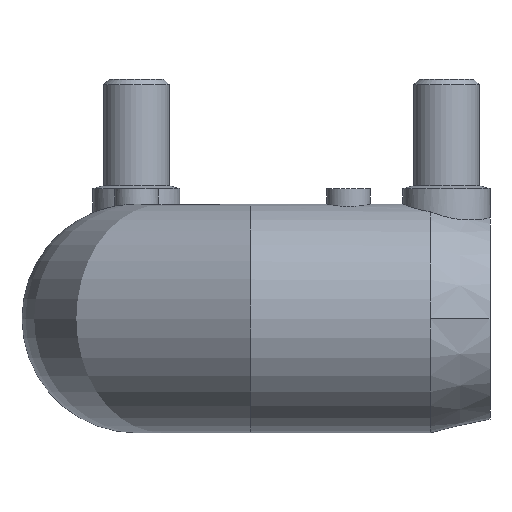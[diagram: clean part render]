
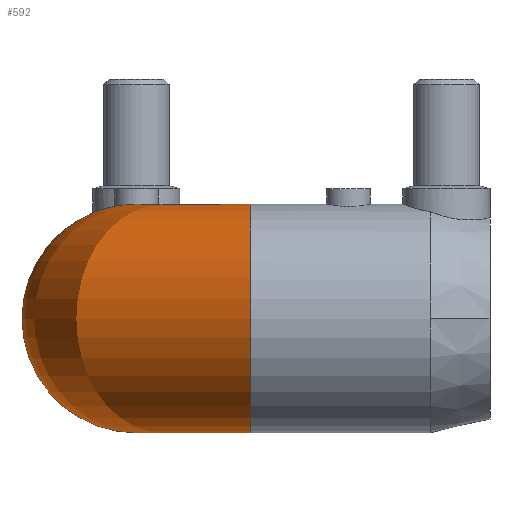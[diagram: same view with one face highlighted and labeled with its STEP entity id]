
A CAD part, left-side view. The second image highlights one B-rep face of the part: STEP entity #592.
In plain terms, the highlighted toroidal (fillet/blend) face has major radius 21.02 mm and minor radius 21 mm.
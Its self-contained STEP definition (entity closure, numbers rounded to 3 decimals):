
#15=TOROIDAL_SURFACE('',#683,21.02,21.);
#91=FACE_OUTER_BOUND('',#139,.T.);
#139=EDGE_LOOP('',(#519,#520,#521,#522,#523,#524,#525,#526));
#153=B_SPLINE_CURVE_WITH_KNOTS('',3,(#1085,#1086,#1087,#1088),
 .UNSPECIFIED.,.F.,.F.,(4,4),(9.33,9.331),
 .UNSPECIFIED.);
#154=B_SPLINE_CURVE_WITH_KNOTS('',3,(#1090,#1091,#1092,#1093),
 .UNSPECIFIED.,.F.,.F.,(4,4),(-0.004,0.),.UNSPECIFIED.);
#155=B_SPLINE_CURVE_WITH_KNOTS('',3,(#1097,#1098,#1099,#1100),
 .UNSPECIFIED.,.F.,.F.,(4,4),(0.,0.),.UNSPECIFIED.);
#156=B_SPLINE_CURVE_WITH_KNOTS('',3,(#1102,#1103,#1104,#1105),
 .UNSPECIFIED.,.F.,.F.,(4,4),(3.107,3.108),
 .UNSPECIFIED.);
#164=B_SPLINE_CURVE_WITH_KNOTS('',3,(#1273,#1274,#1275,#1276,#1277,#1278,
#1279,#1280,#1281,#1282,#1283,#1284,#1285,#1286,#1287,#1288,#1289,#1290,
#1291,#1292),.UNSPECIFIED.,.F.,.F.,(4,2,2,2,2,2,2,2,2,4),(0.,0.199,
0.398,0.797,1.181,1.566,1.952,
2.338,2.723,3.107),.UNSPECIFIED.);
#165=B_SPLINE_CURVE_WITH_KNOTS('',3,(#1294,#1295,#1296,#1297,#1298,#1299,
#1300,#1301,#1302,#1303,#1304,#1305,#1306,#1307,#1308,#1309,#1310,#1311,
#1312,#1313),.UNSPECIFIED.,.F.,.F.,(4,2,2,2,2,2,2,2,2,4),(9.331,
9.715,10.101,10.486,10.872,11.257,
11.641,12.04,12.239,12.438),
 .UNSPECIFIED.);
#203=CIRCLE('',#684,21.);
#204=CIRCLE('',#685,21.);
#278=VERTEX_POINT('',#1082);
#279=VERTEX_POINT('',#1084);
#280=VERTEX_POINT('',#1089);
#281=VERTEX_POINT('',#1094);
#282=VERTEX_POINT('',#1096);
#283=VERTEX_POINT('',#1101);
#284=VERTEX_POINT('',#1106);
#342=EDGE_CURVE('',#279,#278,#153,.T.);
#343=EDGE_CURVE('',#280,#279,#154,.T.);
#345=EDGE_CURVE('',#282,#281,#155,.T.);
#346=EDGE_CURVE('',#283,#282,#156,.T.);
#378=EDGE_CURVE('',#284,#283,#164,.T.);
#379=EDGE_CURVE('',#278,#284,#165,.T.);
#380=EDGE_CURVE('',#284,#284,#203,.T.);
#381=EDGE_CURVE('',#280,#281,#204,.T.);
#519=ORIENTED_EDGE('',*,*,#343,.T.);
#520=ORIENTED_EDGE('',*,*,#342,.T.);
#521=ORIENTED_EDGE('',*,*,#379,.T.);
#522=ORIENTED_EDGE('',*,*,#380,.T.);
#523=ORIENTED_EDGE('',*,*,#378,.T.);
#524=ORIENTED_EDGE('',*,*,#346,.T.);
#525=ORIENTED_EDGE('',*,*,#345,.T.);
#526=ORIENTED_EDGE('',*,*,#381,.F.);
#592=ADVANCED_FACE('',(#91),#15,.T.);
#683=AXIS2_PLACEMENT_3D('',#1315,#858,#859);
#684=AXIS2_PLACEMENT_3D('',#1316,#860,#861);
#685=AXIS2_PLACEMENT_3D('',#1317,#862,#863);
#858=DIRECTION('center_axis',(0.,0.,-1.));
#859=DIRECTION('ref_axis',(-1.,0.,0.));
#860=DIRECTION('center_axis',(0.,1.,0.));
#861=DIRECTION('ref_axis',(-1.,0.,0.));
#862=DIRECTION('center_axis',(1.,0.,0.));
#863=DIRECTION('ref_axis',(0.,1.,0.));
#1082=CARTESIAN_POINT('',(21.,21.,-21.));
#1084=CARTESIAN_POINT('',(21.,21.007,-21.));
#1085=CARTESIAN_POINT('Ctrl Pts',(21.,21.01,-21.));
#1086=CARTESIAN_POINT('Ctrl Pts',(21.,21.007,-21.));
#1087=CARTESIAN_POINT('Ctrl Pts',(21.,21.003,-21.));
#1088=CARTESIAN_POINT('Ctrl Pts',(21.,21.,-21.));
#1089=CARTESIAN_POINT('',(21.02,21.008,-21.));
#1090=CARTESIAN_POINT('Ctrl Pts',(21.02,21.005,-21.));
#1091=CARTESIAN_POINT('Ctrl Pts',(21.019,21.005,-21.));
#1092=CARTESIAN_POINT('Ctrl Pts',(21.013,21.005,-21.));
#1093=CARTESIAN_POINT('Ctrl Pts',(21.,21.005,-21.));
#1094=CARTESIAN_POINT('',(21.02,21.008,21.));
#1096=CARTESIAN_POINT('',(21.,21.007,21.));
#1097=CARTESIAN_POINT('Ctrl Pts',(21.,21.005,21.));
#1098=CARTESIAN_POINT('Ctrl Pts',(21.013,21.005,21.));
#1099=CARTESIAN_POINT('Ctrl Pts',(21.019,21.005,21.));
#1100=CARTESIAN_POINT('Ctrl Pts',(21.02,21.005,21.));
#1101=CARTESIAN_POINT('',(21.,21.,21.));
#1102=CARTESIAN_POINT('Ctrl Pts',(21.,21.,21.));
#1103=CARTESIAN_POINT('Ctrl Pts',(21.,21.003,21.));
#1104=CARTESIAN_POINT('Ctrl Pts',(21.,21.007,21.));
#1105=CARTESIAN_POINT('Ctrl Pts',(21.,21.01,21.));
#1106=CARTESIAN_POINT('',(21.,0.,0.));
#1273=CARTESIAN_POINT('Ctrl Pts',(21.,0.,0.));
#1274=CARTESIAN_POINT('Ctrl Pts',(21.,0.02,0.664));
#1275=CARTESIAN_POINT('Ctrl Pts',(21.,0.049,1.361));
#1276=CARTESIAN_POINT('Ctrl Pts',(21.,0.191,2.776));
#1277=CARTESIAN_POINT('Ctrl Pts',(21.,0.3,3.495));
#1278=CARTESIAN_POINT('Ctrl Pts',(21.,0.735,5.624));
#1279=CARTESIAN_POINT('Ctrl Pts',(21.,1.18,7.01));
#1280=CARTESIAN_POINT('Ctrl Pts',(21.,2.203,9.412));
#1281=CARTESIAN_POINT('Ctrl Pts',(21.,2.868,10.651));
#1282=CARTESIAN_POINT('Ctrl Pts',(21.,4.44,12.964));
#1283=CARTESIAN_POINT('Ctrl Pts',(21.,5.349,14.038));
#1284=CARTESIAN_POINT('Ctrl Pts',(21.,7.176,15.843));
#1285=CARTESIAN_POINT('Ctrl Pts',(21.,8.263,16.74));
#1286=CARTESIAN_POINT('Ctrl Pts',(21.,10.602,18.287));
#1287=CARTESIAN_POINT('Ctrl Pts',(21.,11.853,18.937));
#1288=CARTESIAN_POINT('Ctrl Pts',(21.,14.232,19.914));
#1289=CARTESIAN_POINT('Ctrl Pts',(21.,15.579,20.331));
#1290=CARTESIAN_POINT('Ctrl Pts',(21.,18.323,20.873));
#1291=CARTESIAN_POINT('Ctrl Pts',(21.,19.72,20.999));
#1292=CARTESIAN_POINT('Ctrl Pts',(21.,21.,21.));
#1294=CARTESIAN_POINT('Ctrl Pts',(21.,21.,-21.));
#1295=CARTESIAN_POINT('Ctrl Pts',(21.,19.72,-20.999));
#1296=CARTESIAN_POINT('Ctrl Pts',(21.,18.323,-20.873));
#1297=CARTESIAN_POINT('Ctrl Pts',(21.,15.579,-20.331));
#1298=CARTESIAN_POINT('Ctrl Pts',(21.,14.232,-19.914));
#1299=CARTESIAN_POINT('Ctrl Pts',(21.,11.853,-18.937));
#1300=CARTESIAN_POINT('Ctrl Pts',(21.,10.602,-18.287));
#1301=CARTESIAN_POINT('Ctrl Pts',(21.,8.263,-16.74));
#1302=CARTESIAN_POINT('Ctrl Pts',(21.,7.176,-15.843));
#1303=CARTESIAN_POINT('Ctrl Pts',(21.,5.349,-14.038));
#1304=CARTESIAN_POINT('Ctrl Pts',(21.,4.44,-12.964));
#1305=CARTESIAN_POINT('Ctrl Pts',(21.,2.868,-10.651));
#1306=CARTESIAN_POINT('Ctrl Pts',(21.,2.203,-9.412));
#1307=CARTESIAN_POINT('Ctrl Pts',(21.,1.18,-7.01));
#1308=CARTESIAN_POINT('Ctrl Pts',(21.,0.735,-5.624));
#1309=CARTESIAN_POINT('Ctrl Pts',(21.,0.3,-3.495));
#1310=CARTESIAN_POINT('Ctrl Pts',(21.,0.191,-2.776));
#1311=CARTESIAN_POINT('Ctrl Pts',(21.,0.049,-1.361));
#1312=CARTESIAN_POINT('Ctrl Pts',(21.,0.02,-0.664));
#1313=CARTESIAN_POINT('Ctrl Pts',(21.,0.,0.));
#1315=CARTESIAN_POINT('Origin',(21.02,0.,0.));
#1316=CARTESIAN_POINT('Origin',(0.,0.,0.));
#1317=CARTESIAN_POINT('Origin',(21.02,21.02,0.));
